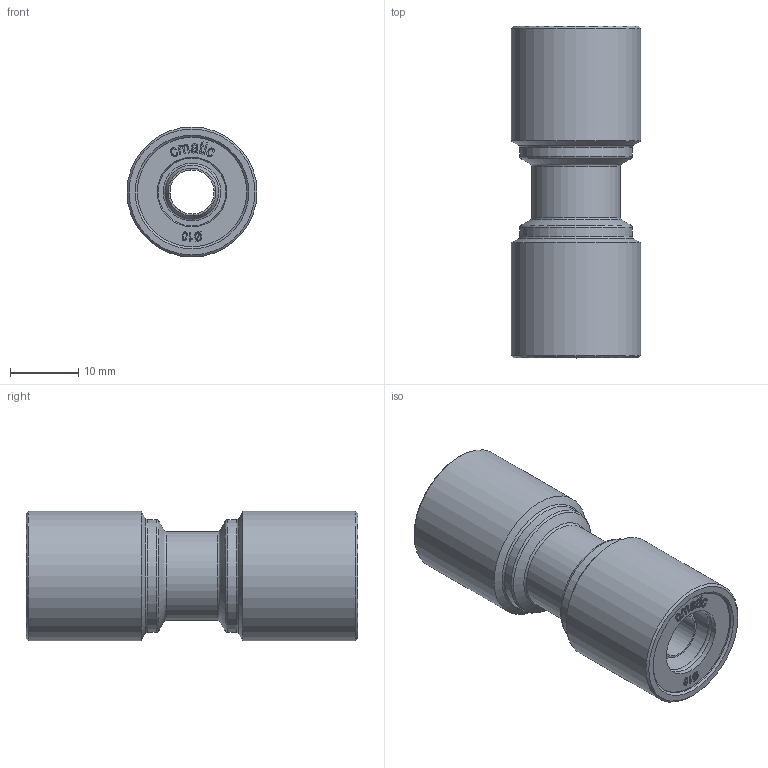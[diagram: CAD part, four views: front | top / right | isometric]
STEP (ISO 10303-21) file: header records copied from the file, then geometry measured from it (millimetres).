
FILE_DESCRIPTION(( 'MAF.26.10.10.stp' ), '1');
FILE_NAME( 'MAF.26.10.10.stp', '2021-02-19T15:25:55',( 'Sopra'),('sopra-pneumatic.com'), 'SwSTEP 2.0','SolidWorks 2009','' );
FILE_SCHEMA( ( 'CONFIG_CONTROL_DESIGN' ) );
Length unit declared in the file: millimetre
Products named in the file (1): Rivoluzione1
Bounding box: 19 x 48.5 x 19 mm (x, y, z)
Volume: 8797.9 mm3; surface area: 6519.5 mm2
Topology: 1 solids, 1 shells, 314 faces, 812 edges, 534 vertices
Faces by surface type: plane 142, bspline 134, cylinder 16, cone 12, torus 10
Full cylindrical faces by diameter (mm): 6.45 x2, 6.5 x1, 7.85 x2, 10.15 x4, 13 x1, 16 x2, 16.5 x2, 19 x2
Entity records: 16016 total; most frequent: CARTESIAN_POINT 9389, ORIENTED_EDGE 1532, DIRECTION 906, EDGE_CURVE 766, VERTEX_POINT 526, LINE 452, VECTOR 452, EDGE_LOOP 388
